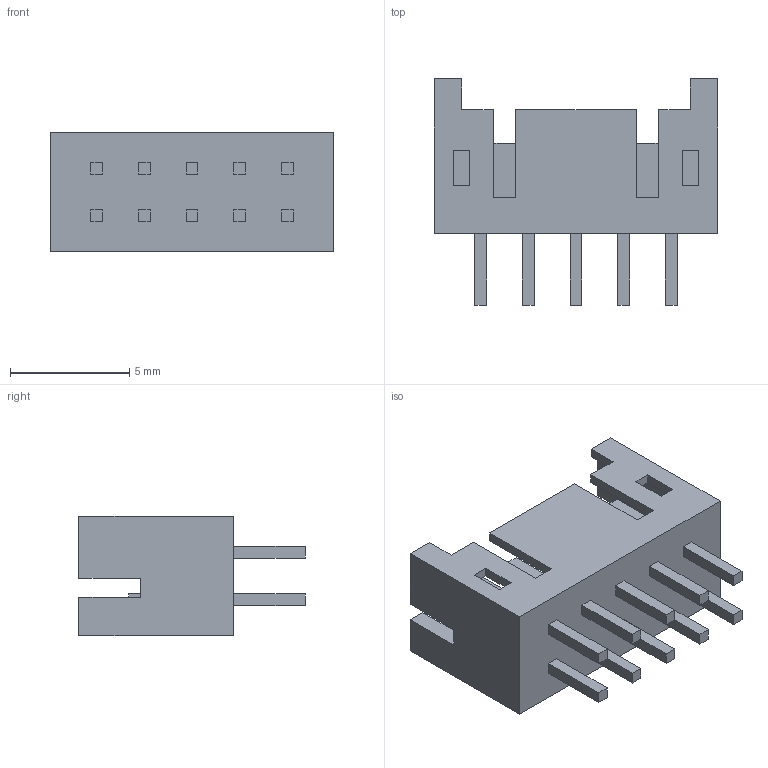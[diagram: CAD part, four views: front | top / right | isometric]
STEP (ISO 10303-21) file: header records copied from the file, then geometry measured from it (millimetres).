
FILE_DESCRIPTION(/* description */ (''),/* implementation_level */ '2;1');
FILE_NAME(/* name */ 'B10B-PHDSS.step',/* time_stamp */ '2020-08-07T19:46:44+08:00',/* author */ (''),/* organization */ (''),/* preprocessor_version */ 'ST-DEVELOPER v18.1',/* originating_system */ 'Autodesk Translation Framework v9.3.0.1241',/* authorisation */ '');
FILE_SCHEMA (('AUTOMOTIVE_DESIGN { 1 0 10303 214 3 1 1 }'));
Length unit declared in the file: millimetre
Products named in the file (1): B10B-PHDSS
Bounding box: 11.9 x 9.5 x 5 mm (x, y, z)
Volume: 163.3 mm3; surface area: 531.8 mm2
Topology: 1 solids, 1 shells, 150 faces, 384 edges, 256 vertices
Faces by surface type: plane 150
Entity records: 4603 total; most frequent: CARTESIAN_POINT 791, ORIENTED_EDGE 768, DIRECTION 686, LINE 384, VECTOR 384, EDGE_CURVE 384, VERTEX_POINT 256, EDGE_LOOP 174
